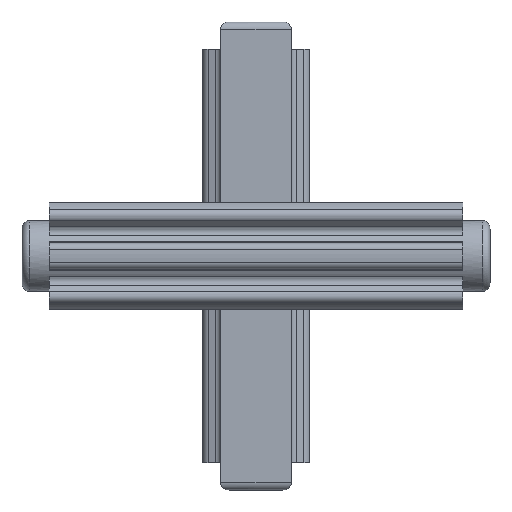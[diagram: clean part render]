
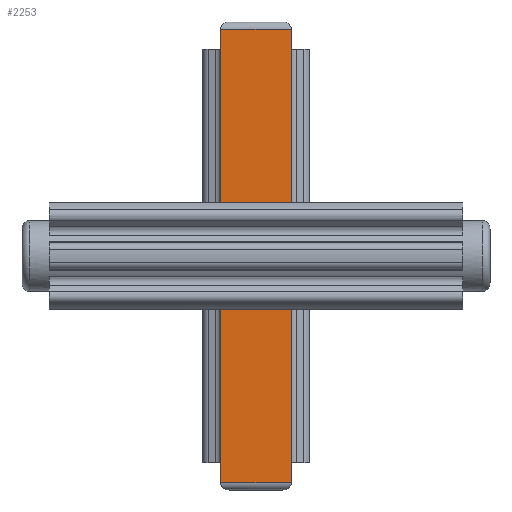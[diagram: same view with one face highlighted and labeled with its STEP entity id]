
A CAD part, front view. The second image highlights one B-rep face of the part: STEP entity #2253.
In plain terms, the highlighted planar face has unit normal (0, -1, 0).
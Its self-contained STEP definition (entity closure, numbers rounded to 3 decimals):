
#84 = VECTOR ( 'NONE', #1161, 1000. ) ;
#180 = ORIENTED_EDGE ( 'NONE', *, *, #1494, .T. ) ;
#224 = DIRECTION ( 'NONE',  ( 1., 0., 0. ) ) ;
#236 = FACE_OUTER_BOUND ( 'NONE', #1543, .T. ) ;
#275 = EDGE_CURVE ( 'NONE', #1096, #982, #1880, .T. ) ;
#333 = VERTEX_POINT ( 'NONE', #662 ) ;
#392 = CARTESIAN_POINT ( 'NONE',  ( 2.375, 0., -15.75 ) ) ;
#416 = CARTESIAN_POINT ( 'NONE',  ( -2.375, 0., -15.75 ) ) ;
#496 = DIRECTION ( 'NONE',  ( -1., 0., 0. ) ) ;
#508 = CARTESIAN_POINT ( 'NONE',  ( 2.375, 0., 15.25 ) ) ;
#635 = AXIS2_PLACEMENT_3D ( 'NONE', #2072, #1486, #2263 ) ;
#662 = CARTESIAN_POINT ( 'NONE',  ( -2.375, 0., 15.25 ) ) ;
#728 = EDGE_CURVE ( 'NONE', #1279, #333, #904, .T. ) ;
#904 = LINE ( 'NONE', #1664, #2282 ) ;
#982 = VERTEX_POINT ( 'NONE', #2226 ) ;
#1096 = VERTEX_POINT ( 'NONE', #1706 ) ;
#1108 = CARTESIAN_POINT ( 'NONE',  ( 2.375, 0., -15.25 ) ) ;
#1161 = DIRECTION ( 'NONE',  ( 0., 0., 1. ) ) ;
#1183 = ORIENTED_EDGE ( 'NONE', *, *, #728, .T. ) ;
#1208 = VECTOR ( 'NONE', #1335, 1000. ) ;
#1279 = VERTEX_POINT ( 'NONE', #508 ) ;
#1335 = DIRECTION ( 'NONE',  ( 0., 0., 1. ) ) ;
#1384 = VECTOR ( 'NONE', #224, 1000. ) ;
#1486 = DIRECTION ( 'NONE',  ( 0., -1., 0. ) ) ;
#1494 = EDGE_CURVE ( 'NONE', #982, #1279, #2116, .T. ) ;
#1543 = EDGE_LOOP ( 'NONE', ( #1781, #2176, #180, #1183 ) ) ;
#1547 = EDGE_CURVE ( 'NONE', #1096, #333, #2309, .T. ) ;
#1664 = CARTESIAN_POINT ( 'NONE',  ( 0., 0., 15.25 ) ) ;
#1706 = CARTESIAN_POINT ( 'NONE',  ( -2.375, 0., -15.25 ) ) ;
#1781 = ORIENTED_EDGE ( 'NONE', *, *, #1547, .F. ) ;
#1880 = LINE ( 'NONE', #1108, #1384 ) ;
#2072 = CARTESIAN_POINT ( 'NONE',  ( 0., 0., -15.75 ) ) ;
#2116 = LINE ( 'NONE', #392, #1208 ) ;
#2120 = PLANE ( 'NONE',  #635 ) ;
#2176 = ORIENTED_EDGE ( 'NONE', *, *, #275, .T. ) ;
#2226 = CARTESIAN_POINT ( 'NONE',  ( 2.375, 0., -15.25 ) ) ;
#2253 = ADVANCED_FACE ( 'NONE', ( #236 ), #2120, .T. ) ;
#2263 = DIRECTION ( 'NONE',  ( 0., 0., -1. ) ) ;
#2282 = VECTOR ( 'NONE', #496, 1000. ) ;
#2309 = LINE ( 'NONE', #416, #84 ) ;
